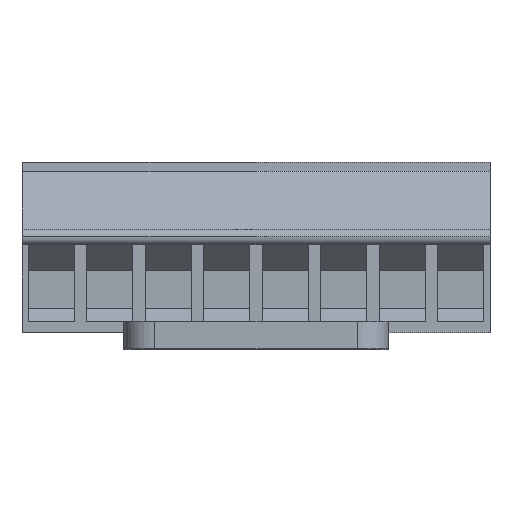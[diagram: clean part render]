
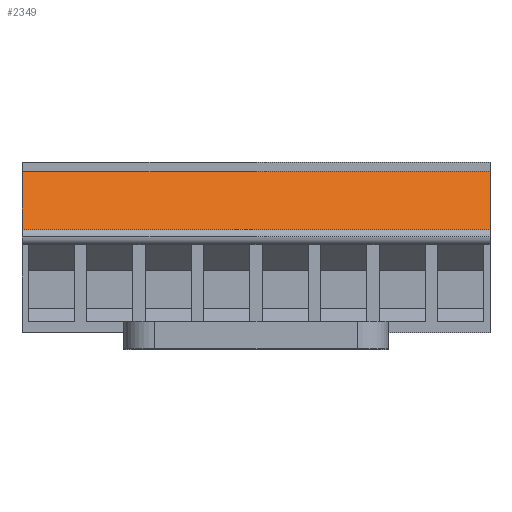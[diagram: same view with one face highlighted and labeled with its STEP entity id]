
A CAD part, top view. The second image highlights one B-rep face of the part: STEP entity #2349.
In plain terms, the highlighted planar face has unit normal (0, 0.359, 0.933).
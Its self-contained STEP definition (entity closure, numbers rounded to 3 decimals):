
#2336=AXIS2_PLACEMENT_3D('Plane Axis2P3D',#2333,#2334,#2335) ;
#2176=CARTESIAN_POINT('Vertex',(0.,7.83,14.85)) ;
#2179=CARTESIAN_POINT('Line Origine',(0.,9.715,14.125)) ;
#2183=CARTESIAN_POINT('Vertex',(0.,11.6,13.4)) ;
#2240=CARTESIAN_POINT('Vertex',(30.48,11.6,13.4)) ;
#2243=CARTESIAN_POINT('Line Origine',(30.48,9.715,14.125)) ;
#2247=CARTESIAN_POINT('Vertex',(30.48,7.83,14.85)) ;
#2321=CARTESIAN_POINT('Line Origine',(15.24,11.6,13.4)) ;
#2333=CARTESIAN_POINT('Axis2P3D Location',(0.,7.83,14.85)) ;
#2338=CARTESIAN_POINT('Line Origine',(15.24,7.83,14.85)) ;
#2180=DIRECTION('Vector Direction',(0.,0.933,-0.359)) ;
#2244=DIRECTION('Vector Direction',(0.,0.933,-0.359)) ;
#2322=DIRECTION('Vector Direction',(1.,0.,0.)) ;
#2334=DIRECTION('Axis2P3D Direction',(0.,-0.359,-0.933)) ;
#2335=DIRECTION('Axis2P3D XDirection',(0.,0.933,-0.359)) ;
#2339=DIRECTION('Vector Direction',(1.,0.,0.)) ;
#2181=VECTOR('Line Direction',#2180,1.) ;
#2245=VECTOR('Line Direction',#2244,1.) ;
#2323=VECTOR('Line Direction',#2322,1.) ;
#2340=VECTOR('Line Direction',#2339,1.) ;
#2344=ORIENTED_EDGE('',*,*,#2249,.T.) ;
#2345=ORIENTED_EDGE('',*,*,#2325,.F.) ;
#2346=ORIENTED_EDGE('',*,*,#2185,.T.) ;
#2347=ORIENTED_EDGE('',*,*,#2342,.T.) ;
#2349=ADVANCED_FACE('HOUSING',(#2348),#2337,.F.) ;
#2185=EDGE_CURVE('',#2184,#2177,#2182,.F.) ;
#2249=EDGE_CURVE('',#2248,#2241,#2246,.T.) ;
#2325=EDGE_CURVE('',#2184,#2241,#2324,.T.) ;
#2342=EDGE_CURVE('',#2177,#2248,#2341,.T.) ;
#2343=EDGE_LOOP('',(#2344,#2345,#2346,#2347)) ;
#2348=FACE_OUTER_BOUND('',#2343,.T.) ;
#2182=LINE('Line',#2179,#2181) ;
#2246=LINE('Line',#2243,#2245) ;
#2324=LINE('Line',#2321,#2323) ;
#2341=LINE('Line',#2338,#2340) ;
#2337=PLANE('',#2336) ;
#2177=VERTEX_POINT('',#2176) ;
#2184=VERTEX_POINT('',#2183) ;
#2241=VERTEX_POINT('',#2240) ;
#2248=VERTEX_POINT('',#2247) ;
